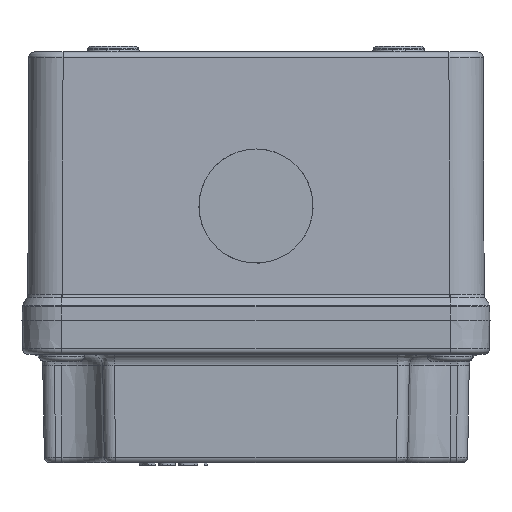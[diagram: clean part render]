
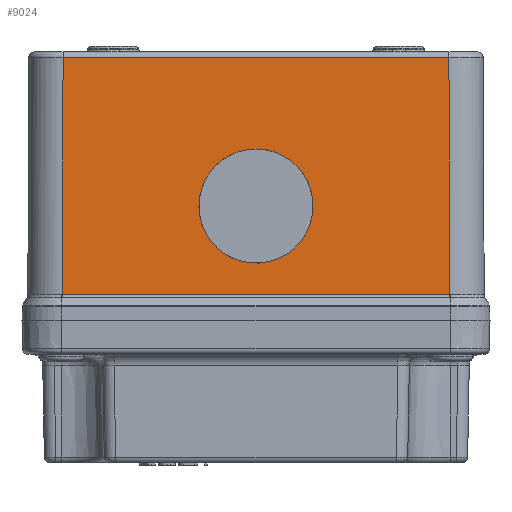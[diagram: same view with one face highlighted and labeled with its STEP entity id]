
A CAD part, left-side view. The second image highlights one B-rep face of the part: STEP entity #9024.
In plain terms, the highlighted face is planar.
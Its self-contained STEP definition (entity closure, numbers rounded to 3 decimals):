
#5103=ELLIPSE('',#22943,10.,10.);
#5492=LINE('',#32237,#6427);
#5493=LINE('',#32240,#6428);
#5494=LINE('',#32242,#6429);
#5495=LINE('',#32244,#6430);
#6427=VECTOR('',#25784,1.);
#6428=VECTOR('',#25785,1.);
#6429=VECTOR('',#25786,1.);
#6430=VECTOR('',#25787,1.);
#9024=ADVANCED_FACE('',(#10214,#10215),#9962,.T.);
#9962=PLANE('',#22944);
#10214=FACE_BOUND('',#10801,.T.);
#10215=FACE_BOUND('',#10802,.T.);
#10801=EDGE_LOOP('',(#12988,#12989,#12990,#12991));
#10802=EDGE_LOOP('',(#12992));
#12988=ORIENTED_EDGE('',*,*,#18840,.T.);
#12989=ORIENTED_EDGE('',*,*,#18841,.T.);
#12990=ORIENTED_EDGE('',*,*,#18842,.T.);
#12991=ORIENTED_EDGE('',*,*,#18843,.T.);
#12992=ORIENTED_EDGE('',*,*,#18844,.T.);
#17103=VERTEX_POINT('',#32238);
#17104=VERTEX_POINT('',#32239);
#17105=VERTEX_POINT('',#32241);
#17106=VERTEX_POINT('',#32243);
#17107=VERTEX_POINT('',#32246);
#18840=EDGE_CURVE('',#17103,#17104,#5492,.T.);
#18841=EDGE_CURVE('',#17104,#17105,#5493,.T.);
#18842=EDGE_CURVE('',#17105,#17106,#5494,.T.);
#18843=EDGE_CURVE('',#17106,#17103,#5495,.T.);
#18844=EDGE_CURVE('',#17107,#17107,#5103,.T.);
#22943=AXIS2_PLACEMENT_3D('',#32245,#25788,#25789);
#22944=AXIS2_PLACEMENT_3D('',#32247,#25790,#25791);
#25784=DIRECTION('',(0.004,0.004,1.));
#25785=DIRECTION('',(0.,-1.,0.));
#25786=DIRECTION('',(-0.004,0.004,-1.));
#25787=DIRECTION('',(0.,1.,0.));
#25788=DIRECTION('',(-1.,0.,0.004));
#25789=DIRECTION('',(-0.004,0.,-1.));
#25790=DIRECTION('',(1.,0.,-0.004));
#25791=DIRECTION('',(0.004,0.,1.));
#32237=CARTESIAN_POINT('',(189.999,33.999,-0.148));
#32238=CARTESIAN_POINT('',(189.799,33.799,-46.004));
#32239=CARTESIAN_POINT('',(189.98,33.98,-4.511));
#32240=CARTESIAN_POINT('',(189.98,-33.982,-4.511));
#32241=CARTESIAN_POINT('',(189.98,-33.98,-4.511));
#32242=CARTESIAN_POINT('',(189.999,-33.999,-0.148));
#32243=CARTESIAN_POINT('',(189.799,-33.799,-46.004));
#32244=CARTESIAN_POINT('',(189.799,33.795,-46.004));
#32245=CARTESIAN_POINT('',(189.913,0.,-20.));
#32246=CARTESIAN_POINT('',(189.869,0.,-30.));
#32247=CARTESIAN_POINT('',(190.,0.,0.));
